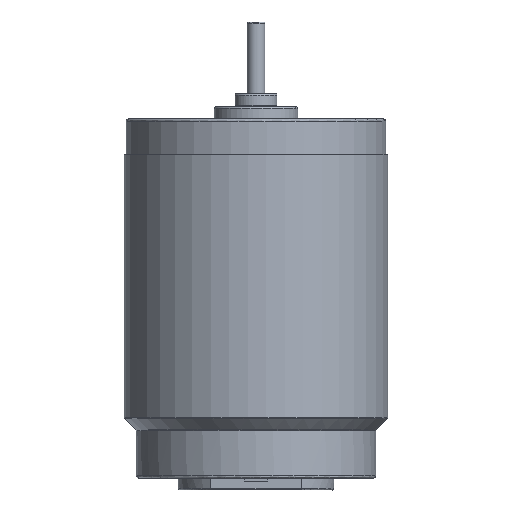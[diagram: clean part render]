
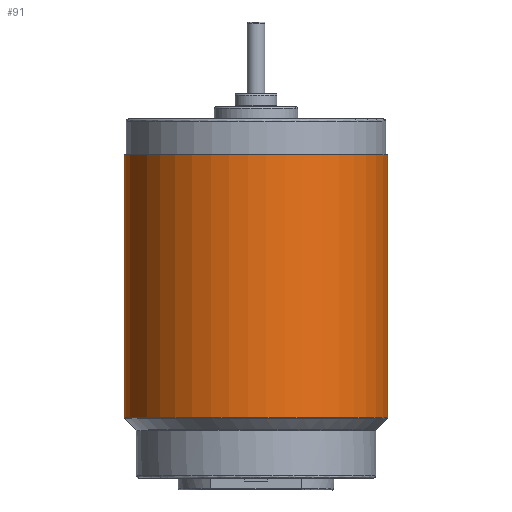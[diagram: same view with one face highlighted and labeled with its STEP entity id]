
A CAD part, front view. The second image highlights one B-rep face of the part: STEP entity #91.
In plain terms, the highlighted free-form (B-spline) face has degree [2, 1] with [5, 2] control points.
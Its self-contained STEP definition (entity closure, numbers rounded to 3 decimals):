
#91=ADVANCED_FACE('',(#185),#1101,.T.);
#185=FACE_OUTER_BOUND('',#294,.T.);
#294=EDGE_LOOP('',(#566,#567,#568,#569));
#566=ORIENTED_EDGE('',*,*,#851,.T.);
#567=ORIENTED_EDGE('',*,*,#841,.F.);
#568=ORIENTED_EDGE('',*,*,#838,.F.);
#569=ORIENTED_EDGE('',*,*,#842,.F.);
#838=EDGE_CURVE('',#1001,#1000,#1318,.T.);
#841=EDGE_CURVE('',#1000,#1002,#1182,.T.);
#842=EDGE_CURVE('',#1003,#1001,#1183,.T.);
#851=EDGE_CURVE('',#1003,#1002,#1327,.T.);
#1000=VERTEX_POINT('',#3151);
#1001=VERTEX_POINT('',#3152);
#1002=VERTEX_POINT('',#3153);
#1003=VERTEX_POINT('',#3154);
#1101=(
BOUNDED_SURFACE()
B_SPLINE_SURFACE(2,1,((#2775,#2776),(#2777,#2778),(#2779,#2780),(#2781,#2782),
(#2783,#2784)),.UNSPECIFIED.,.F.,.F.,.F.)
B_SPLINE_SURFACE_WITH_KNOTS((3,2,3),(2,2),(1.571,3.142,
4.712),(2.196,24.154),.UNSPECIFIED.)
GEOMETRIC_REPRESENTATION_ITEM()
RATIONAL_B_SPLINE_SURFACE(((1.,1.),(0.707,0.707),
(1.,1.),(0.707,0.707),(1.,1.)))
REPRESENTATION_ITEM('')
SURFACE()
);
#1182=B_SPLINE_CURVE_WITH_KNOTS('',1,(#1894,#1895),.UNSPECIFIED.,.F.,.F.,
(2,2),(0.,21.959),.UNSPECIFIED.);
#1183=B_SPLINE_CURVE_WITH_KNOTS('',1,(#1896,#1897),.UNSPECIFIED.,.F.,.F.,
(2,2),(-21.959,0.),.UNSPECIFIED.);
#1318=(
BOUNDED_CURVE()
B_SPLINE_CURVE(2,(#1879,#1880,#1881,#1882,#1883),.UNSPECIFIED.,.F.,.F.)
B_SPLINE_CURVE_WITH_KNOTS((3,2,3),(0.,17.279,34.558),
.UNSPECIFIED.)
CURVE()
GEOMETRIC_REPRESENTATION_ITEM()
RATIONAL_B_SPLINE_CURVE((1.,0.707,1.,0.707,1.))
REPRESENTATION_ITEM('')
);
#1327=(
BOUNDED_CURVE()
B_SPLINE_CURVE(2,(#1928,#1929,#1930,#1931,#1932),.UNSPECIFIED.,.F.,.F.)
B_SPLINE_CURVE_WITH_KNOTS((3,2,3),(-34.558,-17.279,0.),
.UNSPECIFIED.)
CURVE()
GEOMETRIC_REPRESENTATION_ITEM()
RATIONAL_B_SPLINE_CURVE((1.,0.707,1.,0.707,1.))
REPRESENTATION_ITEM('')
);
#1879=CARTESIAN_POINT('',(-11.,0.,-6.));
#1880=CARTESIAN_POINT('',(-11.,-11.,-6.));
#1881=CARTESIAN_POINT('',(0.,-11.,-6.));
#1882=CARTESIAN_POINT('',(11.,-11.,-6.));
#1883=CARTESIAN_POINT('',(11.,0.,-6.));
#1894=CARTESIAN_POINT('',(11.,0.,-6.));
#1895=CARTESIAN_POINT('',(11.,0.,-27.959));
#1896=CARTESIAN_POINT('',(-11.,0.,-27.959));
#1897=CARTESIAN_POINT('',(-11.,0.,-6.));
#1928=CARTESIAN_POINT('',(-11.,0.,-27.959));
#1929=CARTESIAN_POINT('',(-11.,-11.,-27.959));
#1930=CARTESIAN_POINT('',(0.,-11.,-27.959));
#1931=CARTESIAN_POINT('',(11.,-11.,-27.959));
#1932=CARTESIAN_POINT('',(11.,0.,-27.959));
#2775=CARTESIAN_POINT('',(-11.,0.,-27.959));
#2776=CARTESIAN_POINT('',(-11.,0.,-6.));
#2777=CARTESIAN_POINT('',(-11.,-11.,-27.959));
#2778=CARTESIAN_POINT('',(-11.,-11.,-6.));
#2779=CARTESIAN_POINT('',(0.,-11.,-27.959));
#2780=CARTESIAN_POINT('',(0.,-11.,-6.));
#2781=CARTESIAN_POINT('',(11.,-11.,-27.959));
#2782=CARTESIAN_POINT('',(11.,-11.,-6.));
#2783=CARTESIAN_POINT('',(11.,0.,-27.959));
#2784=CARTESIAN_POINT('',(11.,0.,-6.));
#3151=CARTESIAN_POINT('',(11.,0.,-6.));
#3152=CARTESIAN_POINT('',(-11.,0.,-6.));
#3153=CARTESIAN_POINT('',(11.,0.,-27.959));
#3154=CARTESIAN_POINT('',(-11.,0.,-27.959));
